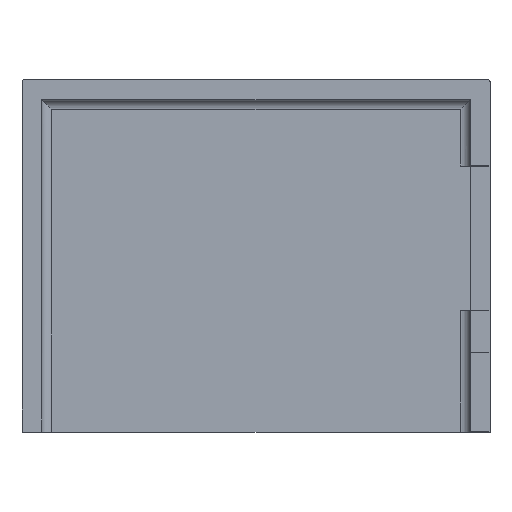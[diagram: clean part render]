
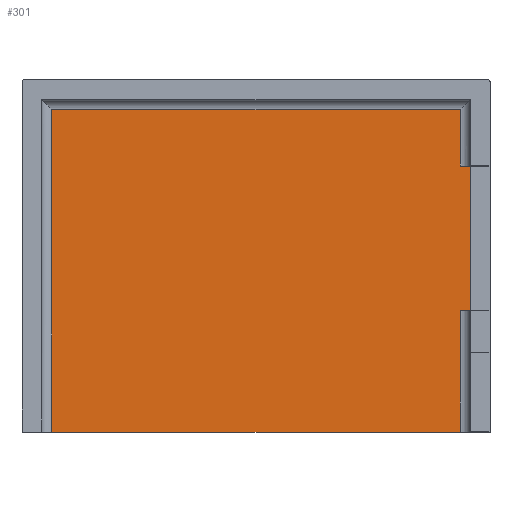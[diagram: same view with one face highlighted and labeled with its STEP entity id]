
A CAD part, top view. The second image highlights one B-rep face of the part: STEP entity #301.
In plain terms, the highlighted planar face has unit normal (0, 0, 1).
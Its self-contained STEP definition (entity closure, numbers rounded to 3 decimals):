
#21 = EDGE_CURVE('',#22,#24,#26,.T.);
#22 = VERTEX_POINT('',#23);
#23 = CARTESIAN_POINT('',(-3.,-35.6,3.));
#24 = VERTEX_POINT('',#25);
#25 = CARTESIAN_POINT('',(-44.3,-35.6,3.));
#26 = SURFACE_CURVE('',#27,(#31,#43),.PCURVE_S1.);
#27 = LINE('',#28,#29);
#28 = CARTESIAN_POINT('',(0.,-35.6,3.));
#29 = VECTOR('',#30,1.);
#30 = DIRECTION('',(-1.,0.,0.));
#31 = PCURVE('',#32,#37);
#32 = PLANE('',#33);
#33 = AXIS2_PLACEMENT_3D('',#34,#35,#36);
#34 = CARTESIAN_POINT('',(0.,-35.6,0.));
#35 = DIRECTION('',(0.,-1.,0.));
#36 = DIRECTION('',(-1.,0.,0.));
#37 = DEFINITIONAL_REPRESENTATION('',(#38),#42);
#38 = LINE('',#39,#40);
#39 = CARTESIAN_POINT('',(0.,-3.));
#40 = VECTOR('',#41,1.);
#41 = DIRECTION('',(1.,0.));
#42 = ( GEOMETRIC_REPRESENTATION_CONTEXT(2) 
PARAMETRIC_REPRESENTATION_CONTEXT() REPRESENTATION_CONTEXT('2D SPACE',''
  ) );
#43 = PCURVE('',#44,#49);
#44 = PLANE('',#45);
#45 = AXIS2_PLACEMENT_3D('',#46,#47,#48);
#46 = CARTESIAN_POINT('',(-23.65,-17.8,3.));
#47 = DIRECTION('',(0.,0.,1.));
#48 = DIRECTION('',(1.,0.,0.));
#49 = DEFINITIONAL_REPRESENTATION('',(#50),#54);
#50 = LINE('',#51,#52);
#51 = CARTESIAN_POINT('',(23.65,-17.8));
#52 = VECTOR('',#53,1.);
#53 = DIRECTION('',(-1.,0.));
#54 = ( GEOMETRIC_REPRESENTATION_CONTEXT(2) 
PARAMETRIC_REPRESENTATION_CONTEXT() REPRESENTATION_CONTEXT('2D SPACE',''
  ) );
#301 = ADVANCED_FACE('',(#302),#44,.T.);
#302 = FACE_BOUND('',#303,.T.);
#303 = EDGE_LOOP('',(#304,#334,#362,#390,#418,#444,#445,#473));
#304 = ORIENTED_EDGE('',*,*,#305,.T.);
#305 = EDGE_CURVE('',#306,#308,#310,.T.);
#306 = VERTEX_POINT('',#307);
#307 = CARTESIAN_POINT('',(-2.,-23.3,3.));
#308 = VERTEX_POINT('',#309);
#309 = CARTESIAN_POINT('',(-2.,-8.7,3.));
#310 = SURFACE_CURVE('',#311,(#315,#322),.PCURVE_S1.);
#311 = LINE('',#312,#313);
#312 = CARTESIAN_POINT('',(-2.,-23.3,3.));
#313 = VECTOR('',#314,1.);
#314 = DIRECTION('',(0.,1.,0.));
#315 = PCURVE('',#44,#316);
#316 = DEFINITIONAL_REPRESENTATION('',(#317),#321);
#317 = LINE('',#318,#319);
#318 = CARTESIAN_POINT('',(21.65,-5.5));
#319 = VECTOR('',#320,1.);
#320 = DIRECTION('',(0.,1.));
#321 = ( GEOMETRIC_REPRESENTATION_CONTEXT(2) 
PARAMETRIC_REPRESENTATION_CONTEXT() REPRESENTATION_CONTEXT('2D SPACE',''
  ) );
#322 = PCURVE('',#323,#328);
#323 = PLANE('',#324);
#324 = AXIS2_PLACEMENT_3D('',#325,#326,#327);
#325 = CARTESIAN_POINT('',(-1.,-16.,3.));
#326 = DIRECTION('',(0.,0.,1.));
#327 = DIRECTION('',(1.,0.,0.));
#328 = DEFINITIONAL_REPRESENTATION('',(#329),#333);
#329 = LINE('',#330,#331);
#330 = CARTESIAN_POINT('',(-1.,-7.3));
#331 = VECTOR('',#332,1.);
#332 = DIRECTION('',(0.,1.));
#333 = ( GEOMETRIC_REPRESENTATION_CONTEXT(2) 
PARAMETRIC_REPRESENTATION_CONTEXT() REPRESENTATION_CONTEXT('2D SPACE',''
  ) );
#334 = ORIENTED_EDGE('',*,*,#335,.T.);
#335 = EDGE_CURVE('',#308,#336,#338,.T.);
#336 = VERTEX_POINT('',#337);
#337 = CARTESIAN_POINT('',(-3.,-8.7,3.));
#338 = SURFACE_CURVE('',#339,(#343,#350),.PCURVE_S1.);
#339 = LINE('',#340,#341);
#340 = CARTESIAN_POINT('',(-11.825,-8.7,3.));
#341 = VECTOR('',#342,1.);
#342 = DIRECTION('',(-1.,0.,0.));
#343 = PCURVE('',#44,#344);
#344 = DEFINITIONAL_REPRESENTATION('',(#345),#349);
#345 = LINE('',#346,#347);
#346 = CARTESIAN_POINT('',(11.825,9.1));
#347 = VECTOR('',#348,1.);
#348 = DIRECTION('',(-1.,0.));
#349 = ( GEOMETRIC_REPRESENTATION_CONTEXT(2) 
PARAMETRIC_REPRESENTATION_CONTEXT() REPRESENTATION_CONTEXT('2D SPACE',''
  ) );
#350 = PCURVE('',#351,#356);
#351 = PLANE('',#352);
#352 = AXIS2_PLACEMENT_3D('',#353,#354,#355);
#353 = CARTESIAN_POINT('',(0.,-8.7,11.8));
#354 = DIRECTION('',(0.,1.,0.));
#355 = DIRECTION('',(-1.,0.,0.));
#356 = DEFINITIONAL_REPRESENTATION('',(#357),#361);
#357 = LINE('',#358,#359);
#358 = CARTESIAN_POINT('',(11.825,-8.8));
#359 = VECTOR('',#360,1.);
#360 = DIRECTION('',(1.,0.));
#361 = ( GEOMETRIC_REPRESENTATION_CONTEXT(2) 
PARAMETRIC_REPRESENTATION_CONTEXT() REPRESENTATION_CONTEXT('2D SPACE',''
  ) );
#362 = ORIENTED_EDGE('',*,*,#363,.T.);
#363 = EDGE_CURVE('',#336,#364,#366,.T.);
#364 = VERTEX_POINT('',#365);
#365 = CARTESIAN_POINT('',(-3.,-3.,3.));
#366 = SURFACE_CURVE('',#367,(#371,#378),.PCURVE_S1.);
#367 = LINE('',#368,#369);
#368 = CARTESIAN_POINT('',(-3.,-8.7,3.));
#369 = VECTOR('',#370,1.);
#370 = DIRECTION('',(0.,1.,0.));
#371 = PCURVE('',#44,#372);
#372 = DEFINITIONAL_REPRESENTATION('',(#373),#377);
#373 = LINE('',#374,#375);
#374 = CARTESIAN_POINT('',(20.65,9.1));
#375 = VECTOR('',#376,1.);
#376 = DIRECTION('',(0.,1.));
#377 = ( GEOMETRIC_REPRESENTATION_CONTEXT(2) 
PARAMETRIC_REPRESENTATION_CONTEXT() REPRESENTATION_CONTEXT('2D SPACE',''
  ) );
#378 = PCURVE('',#379,#384);
#379 = CYLINDRICAL_SURFACE('',#380,1.);
#380 = AXIS2_PLACEMENT_3D('',#381,#382,#383);
#381 = CARTESIAN_POINT('',(-3.,-8.7,4.));
#382 = DIRECTION('',(0.,1.,0.));
#383 = DIRECTION('',(1.,0.,0.));
#384 = DEFINITIONAL_REPRESENTATION('',(#385),#389);
#385 = LINE('',#386,#387);
#386 = CARTESIAN_POINT('',(1.571,0.));
#387 = VECTOR('',#388,1.);
#388 = DIRECTION('',(0.,1.));
#389 = ( GEOMETRIC_REPRESENTATION_CONTEXT(2) 
PARAMETRIC_REPRESENTATION_CONTEXT() REPRESENTATION_CONTEXT('2D SPACE',''
  ) );
#390 = ORIENTED_EDGE('',*,*,#391,.T.);
#391 = EDGE_CURVE('',#364,#392,#394,.T.);
#392 = VERTEX_POINT('',#393);
#393 = CARTESIAN_POINT('',(-44.3,-3.,3.));
#394 = SURFACE_CURVE('',#395,(#399,#406),.PCURVE_S1.);
#395 = LINE('',#396,#397);
#396 = CARTESIAN_POINT('',(-2.,-3.,3.));
#397 = VECTOR('',#398,1.);
#398 = DIRECTION('',(-1.,0.,0.));
#399 = PCURVE('',#44,#400);
#400 = DEFINITIONAL_REPRESENTATION('',(#401),#405);
#401 = LINE('',#402,#403);
#402 = CARTESIAN_POINT('',(21.65,14.8));
#403 = VECTOR('',#404,1.);
#404 = DIRECTION('',(-1.,0.));
#405 = ( GEOMETRIC_REPRESENTATION_CONTEXT(2) 
PARAMETRIC_REPRESENTATION_CONTEXT() REPRESENTATION_CONTEXT('2D SPACE',''
  ) );
#406 = PCURVE('',#407,#412);
#407 = CYLINDRICAL_SURFACE('',#408,1.);
#408 = AXIS2_PLACEMENT_3D('',#409,#410,#411);
#409 = CARTESIAN_POINT('',(-2.,-3.,4.));
#410 = DIRECTION('',(-1.,0.,0.));
#411 = DIRECTION('',(0.,1.,0.));
#412 = DEFINITIONAL_REPRESENTATION('',(#413),#417);
#413 = LINE('',#414,#415);
#414 = CARTESIAN_POINT('',(1.571,0.));
#415 = VECTOR('',#416,1.);
#416 = DIRECTION('',(0.,1.));
#417 = ( GEOMETRIC_REPRESENTATION_CONTEXT(2) 
PARAMETRIC_REPRESENTATION_CONTEXT() REPRESENTATION_CONTEXT('2D SPACE',''
  ) );
#418 = ORIENTED_EDGE('',*,*,#419,.F.);
#419 = EDGE_CURVE('',#24,#392,#420,.T.);
#420 = SURFACE_CURVE('',#421,(#425,#432),.PCURVE_S1.);
#421 = LINE('',#422,#423);
#422 = CARTESIAN_POINT('',(-44.3,-35.6,3.));
#423 = VECTOR('',#424,1.);
#424 = DIRECTION('',(0.,1.,0.));
#425 = PCURVE('',#44,#426);
#426 = DEFINITIONAL_REPRESENTATION('',(#427),#431);
#427 = LINE('',#428,#429);
#428 = CARTESIAN_POINT('',(-20.65,-17.8));
#429 = VECTOR('',#430,1.);
#430 = DIRECTION('',(0.,1.));
#431 = ( GEOMETRIC_REPRESENTATION_CONTEXT(2) 
PARAMETRIC_REPRESENTATION_CONTEXT() REPRESENTATION_CONTEXT('2D SPACE',''
  ) );
#432 = PCURVE('',#433,#438);
#433 = CYLINDRICAL_SURFACE('',#434,1.);
#434 = AXIS2_PLACEMENT_3D('',#435,#436,#437);
#435 = CARTESIAN_POINT('',(-44.3,-35.6,4.));
#436 = DIRECTION('',(0.,1.,0.));
#437 = DIRECTION('',(-1.,0.,0.));
#438 = DEFINITIONAL_REPRESENTATION('',(#439),#443);
#439 = LINE('',#440,#441);
#440 = CARTESIAN_POINT('',(-1.571,0.));
#441 = VECTOR('',#442,1.);
#442 = DIRECTION('',(-0.,1.));
#443 = ( GEOMETRIC_REPRESENTATION_CONTEXT(2) 
PARAMETRIC_REPRESENTATION_CONTEXT() REPRESENTATION_CONTEXT('2D SPACE',''
  ) );
#444 = ORIENTED_EDGE('',*,*,#21,.F.);
#445 = ORIENTED_EDGE('',*,*,#446,.T.);
#446 = EDGE_CURVE('',#22,#447,#449,.T.);
#447 = VERTEX_POINT('',#448);
#448 = CARTESIAN_POINT('',(-3.,-23.3,3.));
#449 = SURFACE_CURVE('',#450,(#454,#461),.PCURVE_S1.);
#450 = LINE('',#451,#452);
#451 = CARTESIAN_POINT('',(-3.,-35.6,3.));
#452 = VECTOR('',#453,1.);
#453 = DIRECTION('',(0.,1.,0.));
#454 = PCURVE('',#44,#455);
#455 = DEFINITIONAL_REPRESENTATION('',(#456),#460);
#456 = LINE('',#457,#458);
#457 = CARTESIAN_POINT('',(20.65,-17.8));
#458 = VECTOR('',#459,1.);
#459 = DIRECTION('',(0.,1.));
#460 = ( GEOMETRIC_REPRESENTATION_CONTEXT(2) 
PARAMETRIC_REPRESENTATION_CONTEXT() REPRESENTATION_CONTEXT('2D SPACE',''
  ) );
#461 = PCURVE('',#462,#467);
#462 = CYLINDRICAL_SURFACE('',#463,1.);
#463 = AXIS2_PLACEMENT_3D('',#464,#465,#466);
#464 = CARTESIAN_POINT('',(-3.,-35.6,4.));
#465 = DIRECTION('',(0.,1.,0.));
#466 = DIRECTION('',(0.,0.,-1.));
#467 = DEFINITIONAL_REPRESENTATION('',(#468),#472);
#468 = LINE('',#469,#470);
#469 = CARTESIAN_POINT('',(-0.,0.));
#470 = VECTOR('',#471,1.);
#471 = DIRECTION('',(-0.,1.));
#472 = ( GEOMETRIC_REPRESENTATION_CONTEXT(2) 
PARAMETRIC_REPRESENTATION_CONTEXT() REPRESENTATION_CONTEXT('2D SPACE',''
  ) );
#473 = ORIENTED_EDGE('',*,*,#474,.F.);
#474 = EDGE_CURVE('',#306,#447,#475,.T.);
#475 = SURFACE_CURVE('',#476,(#480,#487),.PCURVE_S1.);
#476 = LINE('',#477,#478);
#477 = CARTESIAN_POINT('',(-11.825,-23.3,3.));
#478 = VECTOR('',#479,1.);
#479 = DIRECTION('',(-1.,0.,0.));
#480 = PCURVE('',#44,#481);
#481 = DEFINITIONAL_REPRESENTATION('',(#482),#486);
#482 = LINE('',#483,#484);
#483 = CARTESIAN_POINT('',(11.825,-5.5));
#484 = VECTOR('',#485,1.);
#485 = DIRECTION('',(-1.,0.));
#486 = ( GEOMETRIC_REPRESENTATION_CONTEXT(2) 
PARAMETRIC_REPRESENTATION_CONTEXT() REPRESENTATION_CONTEXT('2D SPACE',''
  ) );
#487 = PCURVE('',#488,#493);
#488 = PLANE('',#489);
#489 = AXIS2_PLACEMENT_3D('',#490,#491,#492);
#490 = CARTESIAN_POINT('',(0.,-23.3,11.8));
#491 = DIRECTION('',(0.,1.,0.));
#492 = DIRECTION('',(-1.,0.,0.));
#493 = DEFINITIONAL_REPRESENTATION('',(#494),#498);
#494 = LINE('',#495,#496);
#495 = CARTESIAN_POINT('',(11.825,-8.8));
#496 = VECTOR('',#497,1.);
#497 = DIRECTION('',(1.,0.));
#498 = ( GEOMETRIC_REPRESENTATION_CONTEXT(2) 
PARAMETRIC_REPRESENTATION_CONTEXT() REPRESENTATION_CONTEXT('2D SPACE',''
  ) );
